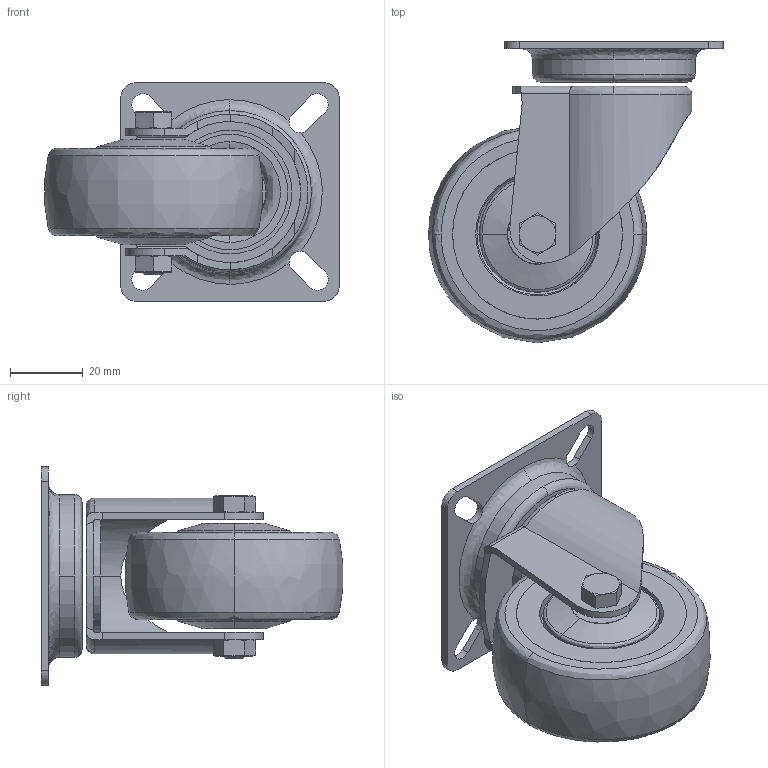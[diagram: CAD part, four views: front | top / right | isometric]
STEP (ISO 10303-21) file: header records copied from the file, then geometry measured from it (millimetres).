
FILE_DESCRIPTION (( 'STEP AP203' ), '1' );
FILE_NAME ('084.404.006.STEP', '2013-01-28T09:05:38', ( 'Alusic' ), ( 'Alusic' ), 'SwSTEP 2.0', 'SolidWorks 2011', '' );
FILE_SCHEMA (( 'CONFIG_CONTROL_DESIGN' ));
Length unit declared in the file: millimetre
Products named in the file (1): 084.404.006
Bounding box: 80.88 x 82.88 x 60 mm (x, y, z)
Surface area: 31986.4 mm2 (no closed solid volume)
Topology: 0 solids, 8 shells, 182 faces, 493 edges, 324 vertices
Faces by surface type: cylinder 64, plane 55, bspline 43, cone 20
Entity records: 8102 total; most frequent: CARTESIAN_POINT 3672, ORIENTED_EDGE 945, DIRECTION 874, EDGE_CURVE 493, AXIS2_PLACEMENT_3D 366, VERTEX_POINT 324, CIRCLE 226, EDGE_LOOP 203
